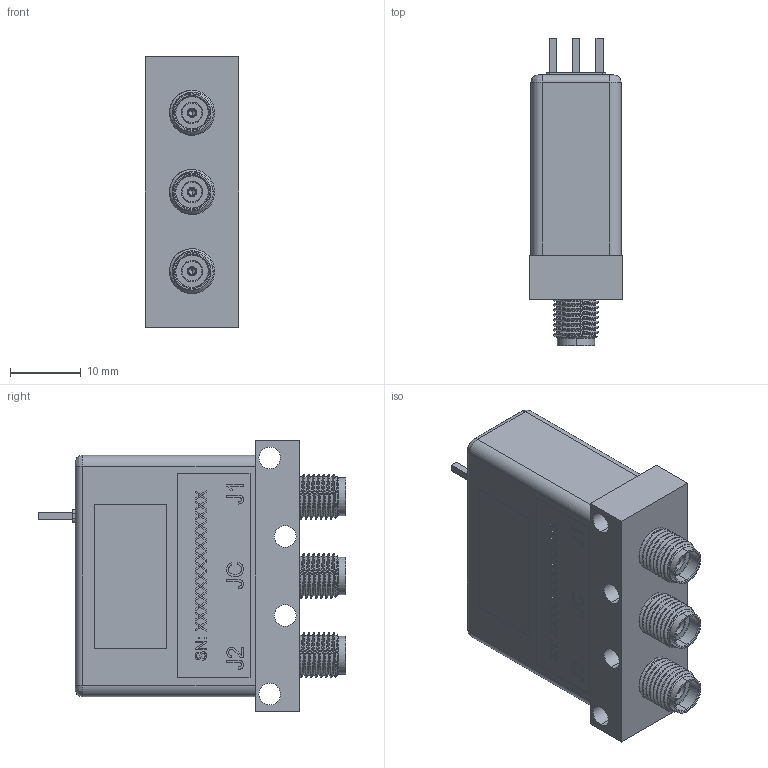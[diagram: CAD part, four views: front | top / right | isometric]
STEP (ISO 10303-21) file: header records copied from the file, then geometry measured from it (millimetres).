
FILE_DESCRIPTION (( 'STEP AP214' ), '1' );
FILE_NAME ('FMSW6562_3D.step', '2023-02-17T21:45:31', ( '' ), ( '' ), 'SwSTEP 2.0', 'SolidWorks 2022', '' );
FILE_SCHEMA (( 'AUTOMOTIVE_DESIGN' ));
Length unit declared in the file: inch
Products named in the file (6): K16029002_1; FMSW6562_3D; LABEL ILS-100-02; K12021003_defeature_2; A12061001A-101_1; R040022-e360_3PIN_1
Assembly tree (7 placements, depth 2):
  FMSW6562_3D
    K12021003_defeature_2
    K16029002_1  x3
    R040022-e360_3PIN_1
    A12061001A-101_1
    LABEL ILS-100-02
Bounding box: 13.21 x 43.36 x 38.1 mm (x, y, z)
Volume: 4596.2 mm3; surface area: 9853.6 mm2
Topology: 16 solids, 16 shells, 862 faces, 2245 edges, 1473 vertices
Faces by surface type: plane 457, cylinder 199, bspline 161, cone 45
Entity records: 32688 total; most frequent: CARTESIAN_POINT 11960, ORIENTED_EDGE 3450, DIRECTION 2649, EDGE_CURVE 1725, VECTOR 1207, LINE 1207, VERTEX_POINT 1139, AXIS2_PLACEMENT_3D 721
